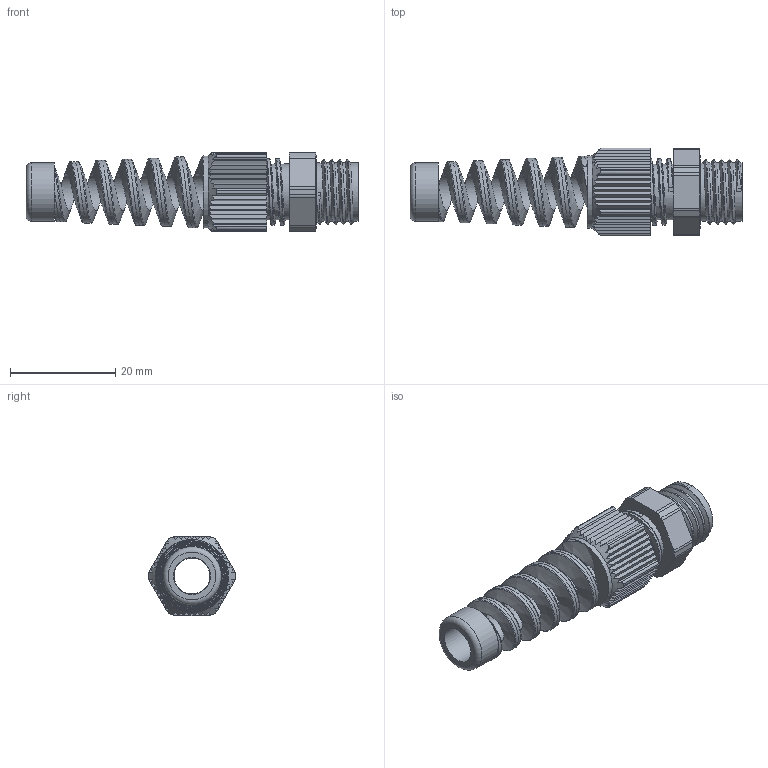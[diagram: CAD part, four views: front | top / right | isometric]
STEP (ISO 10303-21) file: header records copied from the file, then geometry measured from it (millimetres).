
FILE_DESCRIPTION(/* description */ ('Euro-Top mit BS PG7'),/* implementation_level */ '2;1');
FILE_NAME(/* name */ '11380407-RST.stp',/* time_stamp */ '2016-06-22T13:27:18+02:00',/* author */ ('SL'),/* organization */ (''),/* preprocessor_version */ 'ST-DEVELOPER v15.2',/* originating_system */ 'Autodesk Inventor 2014',/* authorisation */ '');
FILE_SCHEMA (('AUTOMOTIVE_DESIGN { 1 0 10303 214 3 1 1 }'));
Length unit declared in the file: millimetre
Products named in the file (7): Euro-Top-BS-01-BT-0002-11380407; Euro-Top-BS-01-BT-0001-11380407; Euro-Top-BS-01-BT-0005-11380407; Euro-Top-BS-01-BT-0004-11380407; Euro-Top-BS-01-BG-0001-11380407-BS; Euro-Top-BS-01-BT-0003-11380407; Euro-Top-BS-01-BG-0002-11380407
Assembly tree (6 placements, depth 3):
  Euro-Top-BS-01-BG-0002-11380407
    Euro-Top-BS-01-BT-0002-11380407
    Euro-Top-BS-01-BG-0001-11380407-BS
      Euro-Top-BS-01-BT-0001-11380407
      Euro-Top-BS-01-BT-0005-11380407
      Euro-Top-BS-01-BT-0004-11380407
    Euro-Top-BS-01-BT-0003-11380407
Bounding box: 63 x 16.67 x 15 mm (x, y, z)
Volume: 4117.2 mm3; surface area: 7144 mm2
Topology: 5 solids, 5 shells, 358 faces, 942 edges, 599 vertices
Faces by surface type: plane 182, cylinder 104, bspline 30, torus 16, cone 14, sphere 12
Full cylindrical faces by diameter (mm): 6.8 x1, 7 x2, 7.06 x1, 8.17 x1, 8.5 x1, 8.7 x1, 11.1 x1, 13.36 x4, 13.84 x1
Entity records: 27538 total; most frequent: CARTESIAN_POINT 19118, ORIENTED_EDGE 1806, DIRECTION 1655, EDGE_CURVE 903, AXIS2_PLACEMENT_3D 617, VERTEX_POINT 586, LINE 421, VECTOR 421
